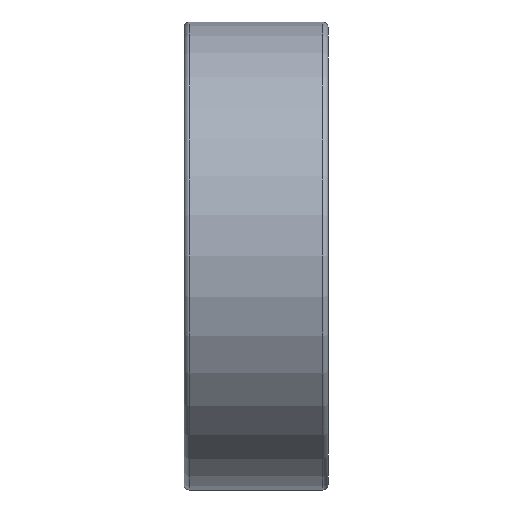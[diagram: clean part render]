
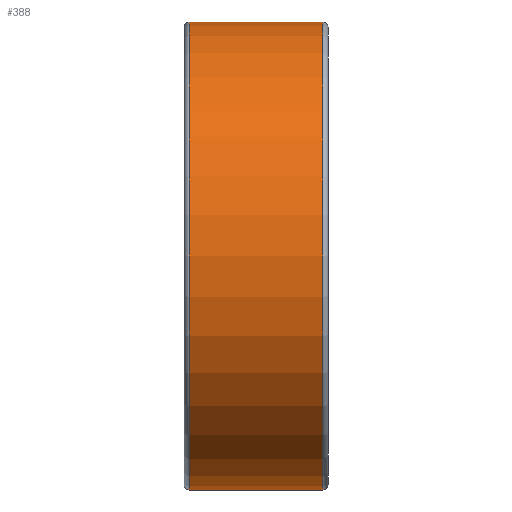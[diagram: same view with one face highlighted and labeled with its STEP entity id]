
A CAD part, front view. The second image highlights one B-rep face of the part: STEP entity #388.
In plain terms, the highlighted cylindrical face has radius 13 mm (diameter 26 mm), a full revolution.
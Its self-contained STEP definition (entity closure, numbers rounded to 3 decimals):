
#69=LINE('',#800,#75);
#75=VECTOR('',#657,13.);
#81=CYLINDRICAL_SURFACE('',#527,13.);
#98=FACE_OUTER_BOUND('',#118,.T.);
#118=EDGE_LOOP('',(#331,#332,#333,#334,#335,#336,#337,#338));
#153=CIRCLE('',#523,13.);
#154=CIRCLE('',#524,13.);
#155=CIRCLE('',#525,13.);
#157=CIRCLE('',#528,13.);
#158=CIRCLE('',#529,13.);
#159=CIRCLE('',#530,13.);
#197=VERTEX_POINT('',#787);
#198=VERTEX_POINT('',#788);
#199=VERTEX_POINT('',#790);
#200=VERTEX_POINT('',#795);
#201=VERTEX_POINT('',#796);
#202=VERTEX_POINT('',#798);
#245=EDGE_CURVE('',#197,#198,#153,.T.);
#246=EDGE_CURVE('',#199,#197,#154,.T.);
#247=EDGE_CURVE('',#198,#199,#155,.T.);
#249=EDGE_CURVE('',#200,#201,#157,.T.);
#250=EDGE_CURVE('',#202,#200,#158,.T.);
#251=EDGE_CURVE('',#202,#199,#69,.T.);
#252=EDGE_CURVE('',#201,#202,#159,.T.);
#331=ORIENTED_EDGE('',*,*,#249,.F.);
#332=ORIENTED_EDGE('',*,*,#250,.F.);
#333=ORIENTED_EDGE('',*,*,#251,.T.);
#334=ORIENTED_EDGE('',*,*,#246,.T.);
#335=ORIENTED_EDGE('',*,*,#245,.T.);
#336=ORIENTED_EDGE('',*,*,#247,.T.);
#337=ORIENTED_EDGE('',*,*,#251,.F.);
#338=ORIENTED_EDGE('',*,*,#252,.F.);
#388=ADVANCED_FACE('',(#98),#81,.T.);
#523=AXIS2_PLACEMENT_3D('',#789,#643,#644);
#524=AXIS2_PLACEMENT_3D('',#791,#645,#646);
#525=AXIS2_PLACEMENT_3D('',#792,#647,#648);
#527=AXIS2_PLACEMENT_3D('',#794,#651,#652);
#528=AXIS2_PLACEMENT_3D('',#797,#653,#654);
#529=AXIS2_PLACEMENT_3D('',#799,#655,#656);
#530=AXIS2_PLACEMENT_3D('',#801,#658,#659);
#643=DIRECTION('center_axis',(1.,0.,0.));
#644=DIRECTION('ref_axis',(0.,0.,-1.));
#645=DIRECTION('center_axis',(1.,0.,0.));
#646=DIRECTION('ref_axis',(0.,0.,-1.));
#647=DIRECTION('center_axis',(1.,0.,0.));
#648=DIRECTION('ref_axis',(0.,0.,-1.));
#651=DIRECTION('center_axis',(1.,0.,0.));
#652=DIRECTION('ref_axis',(0.,1.,0.));
#653=DIRECTION('center_axis',(1.,0.,0.));
#654=DIRECTION('ref_axis',(0.,0.,-1.));
#655=DIRECTION('center_axis',(1.,0.,0.));
#656=DIRECTION('ref_axis',(0.,0.,-1.));
#657=DIRECTION('',(-1.,0.,0.));
#658=DIRECTION('center_axis',(1.,0.,0.));
#659=DIRECTION('ref_axis',(0.,0.,-1.));
#787=CARTESIAN_POINT('',(0.3,13.,0.));
#788=CARTESIAN_POINT('',(0.3,0.,13.));
#789=CARTESIAN_POINT('Origin',(0.3,0.,0.));
#790=CARTESIAN_POINT('',(0.3,-13.,0.));
#791=CARTESIAN_POINT('Origin',(0.3,0.,0.));
#792=CARTESIAN_POINT('Origin',(0.3,0.,0.));
#794=CARTESIAN_POINT('Origin',(4.,0.,0.));
#795=CARTESIAN_POINT('',(7.7,13.,0.));
#796=CARTESIAN_POINT('',(7.7,0.,13.));
#797=CARTESIAN_POINT('Origin',(7.7,0.,0.));
#798=CARTESIAN_POINT('',(7.7,-13.,0.));
#799=CARTESIAN_POINT('Origin',(7.7,0.,0.));
#800=CARTESIAN_POINT('',(4.,-13.,0.));
#801=CARTESIAN_POINT('Origin',(7.7,0.,0.));
